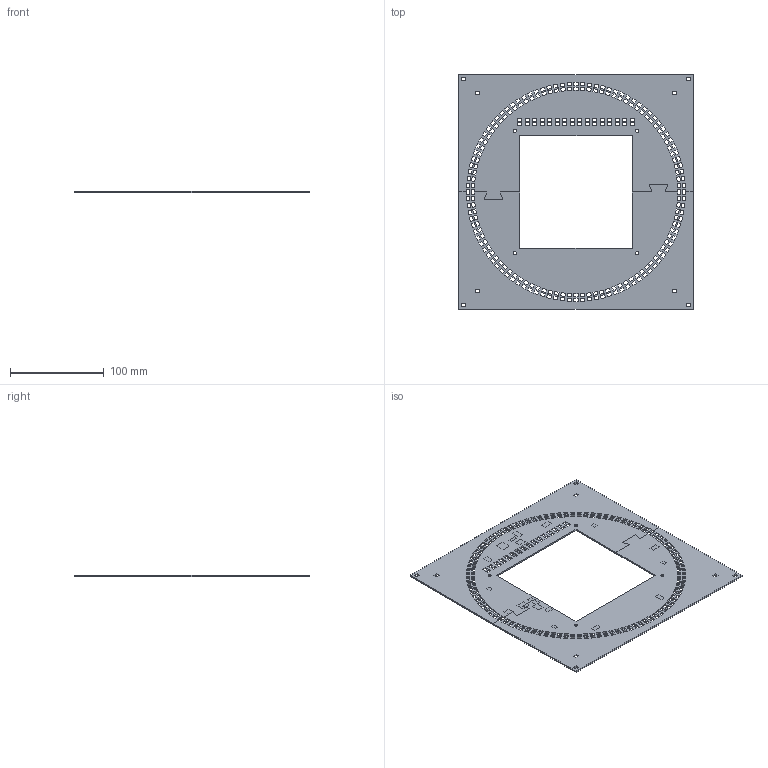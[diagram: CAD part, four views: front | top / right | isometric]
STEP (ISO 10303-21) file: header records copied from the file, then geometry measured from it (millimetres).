
FILE_DESCRIPTION(/* description */ (''),/* implementation_level */ '2;1');
FILE_NAME(/* name */ 'cover.step',/* time_stamp */ '2024-09-13T15:15:17+02:00',/* author */ (''),/* organization */ (''),/* preprocessor_version */ 'ST-DEVELOPER v20',/* originating_system */ 'Autodesk Translation Framework v13.14.0.145',/* authorisation */ '');
FILE_SCHEMA (('AUTOMOTIVE_DESIGN { 1 0 10303 214 3 1 1 }'));
Length unit declared in the file: millimetre
Products named in the file (1): RocSync Cover & Handle (v14~recovered)
Bounding box: 250 x 250 x 1.6 mm (x, y, z)
Volume: 70176.2 mm3; surface area: 98502 mm2
Topology: 2 solids, 2 shells, 1119 faces, 3300 edges, 2200 vertices
Faces by surface type: plane 1115, cylinder 4
Full cylindrical faces by diameter (mm): 3.2 x4
Entity records: 37504 total; most frequent: CARTESIAN_POINT 6620, ORIENTED_EDGE 6600, DIRECTION 5548, EDGE_CURVE 3300, LINE 3292, VECTOR 3292, VERTEX_POINT 2200, EDGE_LOOP 1614
